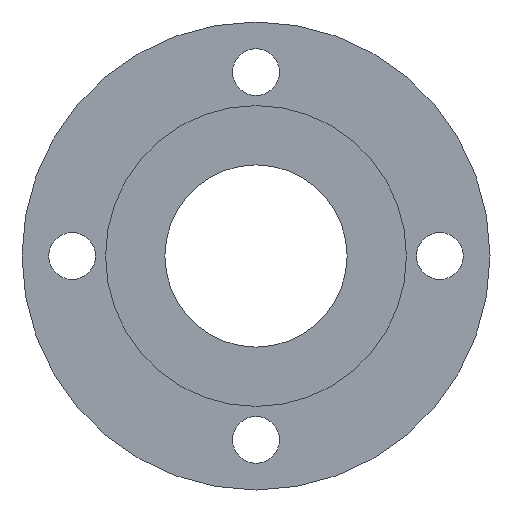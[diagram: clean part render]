
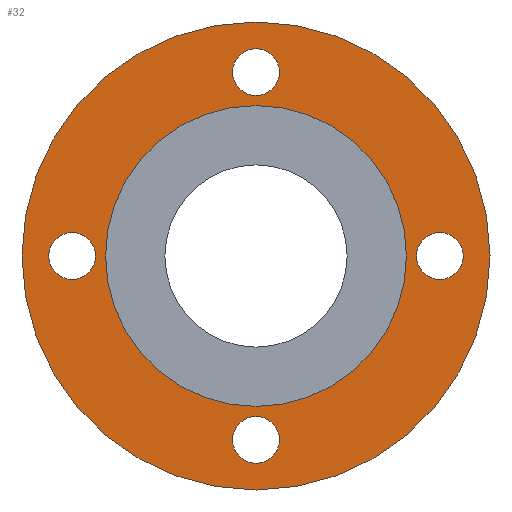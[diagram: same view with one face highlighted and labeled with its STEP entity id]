
A CAD part, front view. The second image highlights one B-rep face of the part: STEP entity #32.
In plain terms, the highlighted planar face has unit normal (0, -1, 0).
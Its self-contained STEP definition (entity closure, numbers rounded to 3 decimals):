
#6 = CARTESIAN_POINT ( 'NONE',  ( -55., 3., -7. ) ) ;
#12 = AXIS2_PLACEMENT_3D ( 'NONE', #681, #250, #63 ) ;
#14 = VERTEX_POINT ( 'NONE', #536 ) ;
#28 = DIRECTION ( 'NONE',  ( 0., 0., 1. ) ) ;
#32 = ADVANCED_FACE ( 'NONE', ( #471, #789, #236, #593, #288, #155 ), #95, .T. ) ;
#40 = CARTESIAN_POINT ( 'NONE',  ( 0., 3., -45. ) ) ;
#43 = CARTESIAN_POINT ( 'NONE',  ( 0., 3., 0. ) ) ;
#45 = AXIS2_PLACEMENT_3D ( 'NONE', #525, #92, #28 ) ;
#50 = AXIS2_PLACEMENT_3D ( 'NONE', #226, #344, #589 ) ;
#63 = DIRECTION ( 'NONE',  ( 0., 0., 1. ) ) ;
#79 = CARTESIAN_POINT ( 'NONE',  ( 0., 3., -62. ) ) ;
#82 = DIRECTION ( 'NONE',  ( 0., 0., -1. ) ) ;
#87 = CARTESIAN_POINT ( 'NONE',  ( 0., 3., -55. ) ) ;
#88 = ORIENTED_EDGE ( 'NONE', *, *, #290, .F. ) ;
#92 = DIRECTION ( 'NONE',  ( 0., 1., 0. ) ) ;
#95 = PLANE ( 'NONE',  #50 ) ;
#96 = EDGE_CURVE ( 'NONE', #684, #637, #157, .T. ) ;
#102 = DIRECTION ( 'NONE',  ( 0., -1., 0. ) ) ;
#105 = ORIENTED_EDGE ( 'NONE', *, *, #261, .F. ) ;
#113 = DIRECTION ( 'NONE',  ( 0., 0., -1. ) ) ;
#126 = CARTESIAN_POINT ( 'NONE',  ( -55., 3., 0. ) ) ;
#142 = CARTESIAN_POINT ( 'NONE',  ( 0., 3., 48. ) ) ;
#147 = CARTESIAN_POINT ( 'NONE',  ( -55., 3., 7. ) ) ;
#148 = VERTEX_POINT ( 'NONE', #631 ) ;
#151 = DIRECTION ( 'NONE',  ( 0., -1., 0. ) ) ;
#155 = FACE_OUTER_BOUND ( 'NONE', #161, .T. ) ;
#157 = CIRCLE ( 'NONE', #198, 7. ) ;
#159 = CIRCLE ( 'NONE', #184, 7. ) ;
#161 = EDGE_LOOP ( 'NONE', ( #467, #528 ) ) ;
#165 = VERTEX_POINT ( 'NONE', #79 ) ;
#176 = DIRECTION ( 'NONE',  ( 0., -1., 0. ) ) ;
#183 = CARTESIAN_POINT ( 'NONE',  ( 0., 3., -48. ) ) ;
#184 = AXIS2_PLACEMENT_3D ( 'NONE', #126, #373, #616 ) ;
#187 = VERTEX_POINT ( 'NONE', #429 ) ;
#196 = ORIENTED_EDGE ( 'NONE', *, *, #432, .F. ) ;
#198 = AXIS2_PLACEMENT_3D ( 'NONE', #447, #151, #204 ) ;
#200 = AXIS2_PLACEMENT_3D ( 'NONE', #207, #345, #522 ) ;
#204 = DIRECTION ( 'NONE',  ( 0., 0., -1. ) ) ;
#205 = ORIENTED_EDGE ( 'NONE', *, *, #575, .F. ) ;
#207 = CARTESIAN_POINT ( 'NONE',  ( 0., 3., -55. ) ) ;
#212 = DIRECTION ( 'NONE',  ( 0., 1., 0. ) ) ;
#226 = CARTESIAN_POINT ( 'NONE',  ( 0., 3., 45. ) ) ;
#236 = FACE_BOUND ( 'NONE', #752, .T. ) ;
#250 = DIRECTION ( 'NONE',  ( 0., 1., 0. ) ) ;
#252 = ORIENTED_EDGE ( 'NONE', *, *, #486, .T. ) ;
#261 = EDGE_CURVE ( 'NONE', #637, #684, #664, .T. ) ;
#267 = EDGE_CURVE ( 'NONE', #643, #148, #311, .T. ) ;
#285 = CARTESIAN_POINT ( 'NONE',  ( 0., 3., 0. ) ) ;
#288 = FACE_BOUND ( 'NONE', #595, .T. ) ;
#290 = EDGE_CURVE ( 'NONE', #148, #643, #518, .T. ) ;
#291 = CIRCLE ( 'NONE', #607, 45. ) ;
#302 = AXIS2_PLACEMENT_3D ( 'NONE', #598, #795, #113 ) ;
#306 = CARTESIAN_POINT ( 'NONE',  ( 0., 3., 55. ) ) ;
#311 = CIRCLE ( 'NONE', #767, 7. ) ;
#314 = ORIENTED_EDGE ( 'NONE', *, *, #629, .T. ) ;
#344 = DIRECTION ( 'NONE',  ( 0., -1., 0. ) ) ;
#345 = DIRECTION ( 'NONE',  ( 0., -1., 0. ) ) ;
#346 = EDGE_LOOP ( 'NONE', ( #513, #205 ) ) ;
#351 = VERTEX_POINT ( 'NONE', #6 ) ;
#355 = DIRECTION ( 'NONE',  ( 0., -1., 0. ) ) ;
#358 = CARTESIAN_POINT ( 'NONE',  ( 55., 3., 0. ) ) ;
#360 = EDGE_CURVE ( 'NONE', #187, #632, #753, .T. ) ;
#373 = DIRECTION ( 'NONE',  ( 0., -1., 0. ) ) ;
#374 = EDGE_LOOP ( 'NONE', ( #105, #555 ) ) ;
#395 = ORIENTED_EDGE ( 'NONE', *, *, #267, .F. ) ;
#416 = VERTEX_POINT ( 'NONE', #183 ) ;
#426 = CIRCLE ( 'NONE', #436, 7. ) ;
#428 = DIRECTION ( 'NONE',  ( 0., 1., 0. ) ) ;
#429 = CARTESIAN_POINT ( 'NONE',  ( 0., 3., 70. ) ) ;
#432 = EDGE_CURVE ( 'NONE', #351, #721, #159, .T. ) ;
#436 = AXIS2_PLACEMENT_3D ( 'NONE', #87, #102, #590 ) ;
#444 = ORIENTED_EDGE ( 'NONE', *, *, #722, .F. ) ;
#447 = CARTESIAN_POINT ( 'NONE',  ( 55., 3., 0. ) ) ;
#452 = CARTESIAN_POINT ( 'NONE',  ( 55., 3., -7. ) ) ;
#467 = ORIENTED_EDGE ( 'NONE', *, *, #360, .F. ) ;
#471 = FACE_BOUND ( 'NONE', #374, .T. ) ;
#486 = EDGE_CURVE ( 'NONE', #14, #499, #291, .T. ) ;
#494 = AXIS2_PLACEMENT_3D ( 'NONE', #762, #647, #82 ) ;
#499 = VERTEX_POINT ( 'NONE', #40 ) ;
#513 = ORIENTED_EDGE ( 'NONE', *, *, #649, .F. ) ;
#518 = CIRCLE ( 'NONE', #302, 7. ) ;
#522 = DIRECTION ( 'NONE',  ( 0., 0., -1. ) ) ;
#525 = CARTESIAN_POINT ( 'NONE',  ( 0., 3., 0. ) ) ;
#528 = ORIENTED_EDGE ( 'NONE', *, *, #694, .F. ) ;
#536 = CARTESIAN_POINT ( 'NONE',  ( 0., 3., 45. ) ) ;
#549 = DIRECTION ( 'NONE',  ( 0., 0., -1. ) ) ;
#555 = ORIENTED_EDGE ( 'NONE', *, *, #96, .F. ) ;
#562 = CIRCLE ( 'NONE', #45, 70. ) ;
#575 = EDGE_CURVE ( 'NONE', #416, #165, #676, .T. ) ;
#585 = EDGE_LOOP ( 'NONE', ( #395, #88 ) ) ;
#589 = DIRECTION ( 'NONE',  ( 0., 0., -1. ) ) ;
#590 = DIRECTION ( 'NONE',  ( 0., 0., -1. ) ) ;
#593 = FACE_BOUND ( 'NONE', #346, .T. ) ;
#595 = EDGE_LOOP ( 'NONE', ( #252, #314 ) ) ;
#598 = CARTESIAN_POINT ( 'NONE',  ( 0., 3., 55. ) ) ;
#602 = DIRECTION ( 'NONE',  ( 0., 0., 1. ) ) ;
#607 = AXIS2_PLACEMENT_3D ( 'NONE', #43, #428, #602 ) ;
#616 = DIRECTION ( 'NONE',  ( 0., 0., -1. ) ) ;
#629 = EDGE_CURVE ( 'NONE', #499, #14, #758, .T. ) ;
#631 = CARTESIAN_POINT ( 'NONE',  ( 0., 3., 62. ) ) ;
#632 = VERTEX_POINT ( 'NONE', #712 ) ;
#637 = VERTEX_POINT ( 'NONE', #452 ) ;
#643 = VERTEX_POINT ( 'NONE', #142 ) ;
#647 = DIRECTION ( 'NONE',  ( 0., -1., 0. ) ) ;
#649 = EDGE_CURVE ( 'NONE', #165, #416, #426, .T. ) ;
#654 = DIRECTION ( 'NONE',  ( 0., 0., 1. ) ) ;
#664 = CIRCLE ( 'NONE', #730, 7. ) ;
#672 = DIRECTION ( 'NONE',  ( 0., 0., -1. ) ) ;
#676 = CIRCLE ( 'NONE', #200, 7. ) ;
#681 = CARTESIAN_POINT ( 'NONE',  ( 0., 3., 0. ) ) ;
#684 = VERTEX_POINT ( 'NONE', #771 ) ;
#694 = EDGE_CURVE ( 'NONE', #632, #187, #562, .T. ) ;
#712 = CARTESIAN_POINT ( 'NONE',  ( 0., 3., -70. ) ) ;
#719 = AXIS2_PLACEMENT_3D ( 'NONE', #285, #212, #654 ) ;
#721 = VERTEX_POINT ( 'NONE', #147 ) ;
#722 = EDGE_CURVE ( 'NONE', #721, #351, #745, .T. ) ;
#730 = AXIS2_PLACEMENT_3D ( 'NONE', #358, #355, #672 ) ;
#745 = CIRCLE ( 'NONE', #494, 7. ) ;
#752 = EDGE_LOOP ( 'NONE', ( #196, #444 ) ) ;
#753 = CIRCLE ( 'NONE', #12, 70. ) ;
#758 = CIRCLE ( 'NONE', #719, 45. ) ;
#762 = CARTESIAN_POINT ( 'NONE',  ( -55., 3., 0. ) ) ;
#767 = AXIS2_PLACEMENT_3D ( 'NONE', #306, #176, #549 ) ;
#771 = CARTESIAN_POINT ( 'NONE',  ( 55., 3., 7. ) ) ;
#789 = FACE_BOUND ( 'NONE', #585, .T. ) ;
#795 = DIRECTION ( 'NONE',  ( 0., -1., 0. ) ) ;
